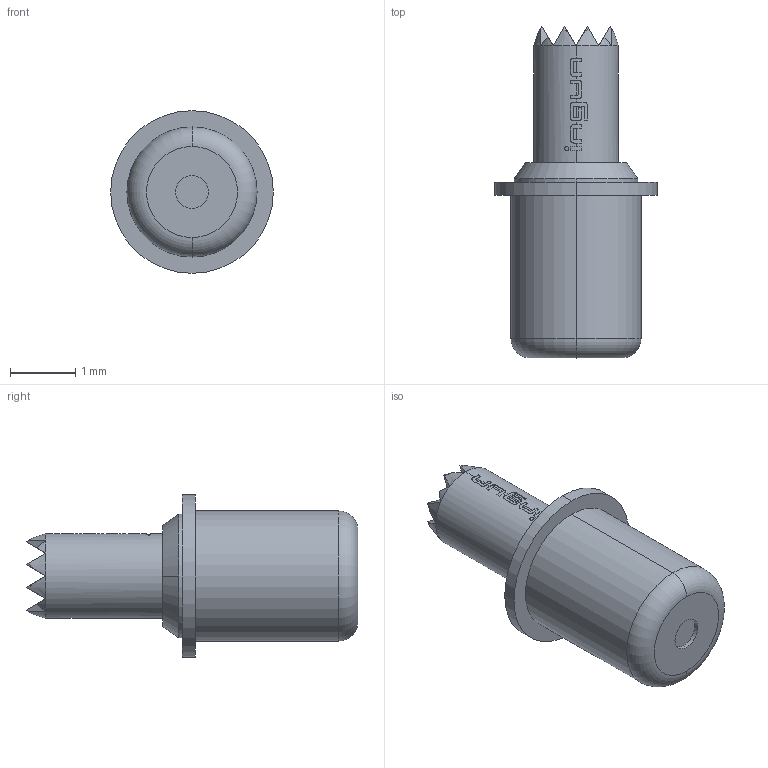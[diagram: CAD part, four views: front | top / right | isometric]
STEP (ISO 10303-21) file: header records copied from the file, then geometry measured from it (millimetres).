
FILE_DESCRIPTION (( 'STEP AP203' ), '1' );
FILE_NAME ('INGUN_GKS-967_306_130_A_xx01.STEP', '2021-09-14T08:53:54', ( 'ochi' ), ( '' ), 'SwSTEP 2.0', 'SolidWorks 2018', '' );
FILE_SCHEMA (( 'CONFIG_CONTROL_DESIGN' ));
Length unit declared in the file: millimetre
Products named in the file (1): INGUN_GKS-967_306_130_A_xx01
Bounding box: 2.5 x 5.1 x 2.5 mm (x, y, z)
Volume: 12 mm3; surface area: 36.3 mm2
Topology: 1 solids, 1 shells, 159 faces, 395 edges, 243 vertices
Faces by surface type: plane 101, bspline 22, cylinder 20, cone 14, torus 2
Entity records: 4876 total; most frequent: CARTESIAN_POINT 1366, ORIENTED_EDGE 790, DIRECTION 625, EDGE_CURVE 395, VERTEX_POINT 243, AXIS2_PLACEMENT_3D 234, EDGE_LOOP 164, ADVANCED_FACE 159
